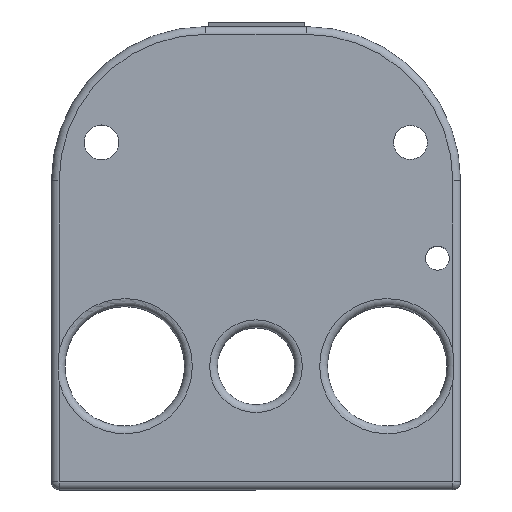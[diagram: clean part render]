
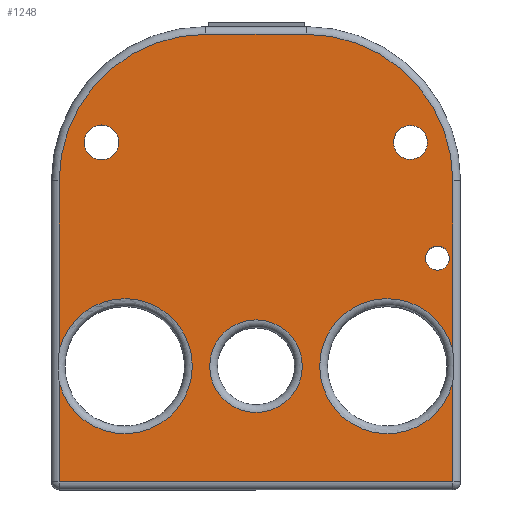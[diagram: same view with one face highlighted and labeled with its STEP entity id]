
A CAD part, top view. The second image highlights one B-rep face of the part: STEP entity #1248.
In plain terms, the highlighted planar face has unit normal (0, 0, 1).
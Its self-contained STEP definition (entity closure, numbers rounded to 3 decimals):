
#77=FACE_BOUND('',#275,.T.);
#78=FACE_BOUND('',#276,.T.);
#79=FACE_BOUND('',#277,.T.);
#80=FACE_BOUND('',#278,.T.);
#88=CIRCLE('',#1325,1.55);
#100=CIRCLE('',#1356,6.);
#102=CIRCLE('',#1359,8.75);
#103=CIRCLE('',#1360,19.);
#104=CIRCLE('',#1361,19.);
#105=CIRCLE('',#1362,8.75);
#106=CIRCLE('',#1363,8.75);
#107=CIRCLE('',#1364,2.25);
#108=CIRCLE('',#1365,2.2);
#196=FACE_OUTER_BOUND('',#274,.T.);
#274=EDGE_LOOP('',(#936,#937,#938,#939,#940,#941,#942,#943,#944,#945,#946));
#275=EDGE_LOOP('',(#947));
#276=EDGE_LOOP('',(#948));
#277=EDGE_LOOP('',(#949));
#278=EDGE_LOOP('',(#950));
#387=LINE('',#2038,#478);
#388=LINE('',#2042,#479);
#389=LINE('',#2046,#480);
#390=LINE('',#2052,#481);
#391=LINE('',#2054,#482);
#392=LINE('',#2055,#483);
#478=VECTOR('',#1614,10.);
#479=VECTOR('',#1617,10.);
#480=VECTOR('',#1620,10.);
#481=VECTOR('',#1625,10.);
#482=VECTOR('',#1626,10.);
#483=VECTOR('',#1627,10.);
#526=VERTEX_POINT('',#1916);
#565=VERTEX_POINT('',#2030);
#566=VERTEX_POINT('',#2034);
#567=VERTEX_POINT('',#2035);
#568=VERTEX_POINT('',#2037);
#569=VERTEX_POINT('',#2039);
#570=VERTEX_POINT('',#2041);
#571=VERTEX_POINT('',#2043);
#572=VERTEX_POINT('',#2045);
#573=VERTEX_POINT('',#2047);
#574=VERTEX_POINT('',#2049);
#575=VERTEX_POINT('',#2051);
#576=VERTEX_POINT('',#2053);
#577=VERTEX_POINT('',#2056);
#578=VERTEX_POINT('',#2058);
#644=EDGE_CURVE('',#526,#526,#88,.T.);
#699=EDGE_CURVE('',#565,#565,#100,.T.);
#701=EDGE_CURVE('',#566,#567,#102,.T.);
#702=EDGE_CURVE('',#568,#566,#387,.T.);
#703=EDGE_CURVE('',#569,#568,#103,.T.);
#704=EDGE_CURVE('',#570,#569,#388,.T.);
#705=EDGE_CURVE('',#571,#570,#104,.T.);
#706=EDGE_CURVE('',#572,#571,#389,.T.);
#707=EDGE_CURVE('',#573,#572,#105,.T.);
#708=EDGE_CURVE('',#574,#573,#106,.T.);
#709=EDGE_CURVE('',#575,#574,#390,.T.);
#710=EDGE_CURVE('',#576,#575,#391,.T.);
#711=EDGE_CURVE('',#567,#576,#392,.T.);
#712=EDGE_CURVE('',#577,#577,#107,.T.);
#713=EDGE_CURVE('',#578,#578,#108,.T.);
#936=ORIENTED_EDGE('',*,*,#701,.F.);
#937=ORIENTED_EDGE('',*,*,#702,.F.);
#938=ORIENTED_EDGE('',*,*,#703,.F.);
#939=ORIENTED_EDGE('',*,*,#704,.F.);
#940=ORIENTED_EDGE('',*,*,#705,.F.);
#941=ORIENTED_EDGE('',*,*,#706,.F.);
#942=ORIENTED_EDGE('',*,*,#707,.F.);
#943=ORIENTED_EDGE('',*,*,#708,.F.);
#944=ORIENTED_EDGE('',*,*,#709,.F.);
#945=ORIENTED_EDGE('',*,*,#710,.F.);
#946=ORIENTED_EDGE('',*,*,#711,.F.);
#947=ORIENTED_EDGE('',*,*,#644,.T.);
#948=ORIENTED_EDGE('',*,*,#712,.T.);
#949=ORIENTED_EDGE('',*,*,#713,.T.);
#950=ORIENTED_EDGE('',*,*,#699,.F.);
#1216=PLANE('',#1358);
#1248=ADVANCED_FACE('',(#196,#77,#78,#79,#80),#1216,.T.);
#1325=AXIS2_PLACEMENT_3D('',#1918,#1501,#1502);
#1356=AXIS2_PLACEMENT_3D('',#2031,#1606,#1607);
#1358=AXIS2_PLACEMENT_3D('',#2033,#1610,#1611);
#1359=AXIS2_PLACEMENT_3D('',#2036,#1612,#1613);
#1360=AXIS2_PLACEMENT_3D('',#2040,#1615,#1616);
#1361=AXIS2_PLACEMENT_3D('',#2044,#1618,#1619);
#1362=AXIS2_PLACEMENT_3D('',#2048,#1621,#1622);
#1363=AXIS2_PLACEMENT_3D('',#2050,#1623,#1624);
#1364=AXIS2_PLACEMENT_3D('',#2057,#1628,#1629);
#1365=AXIS2_PLACEMENT_3D('',#2059,#1630,#1631);
#1501=DIRECTION('center_axis',(0.,0.,-1.));
#1502=DIRECTION('ref_axis',(1.,0.,0.));
#1606=DIRECTION('center_axis',(0.,0.,1.));
#1607=DIRECTION('ref_axis',(0.,-1.,0.));
#1610=DIRECTION('center_axis',(0.,0.,1.));
#1611=DIRECTION('ref_axis',(1.,0.,0.));
#1612=DIRECTION('center_axis',(0.,0.,1.));
#1613=DIRECTION('ref_axis',(0.,-1.,0.));
#1614=DIRECTION('',(0.,-1.,0.));
#1615=DIRECTION('center_axis',(0.,0.,-1.));
#1616=DIRECTION('ref_axis',(0.707,0.707,0.));
#1617=DIRECTION('',(1.,0.,0.));
#1618=DIRECTION('center_axis',(0.,0.,-1.));
#1619=DIRECTION('ref_axis',(-0.707,0.707,0.));
#1620=DIRECTION('',(0.,1.,0.));
#1621=DIRECTION('center_axis',(0.,0.,1.));
#1622=DIRECTION('ref_axis',(0.,-1.,0.));
#1623=DIRECTION('center_axis',(0.,0.,1.));
#1624=DIRECTION('ref_axis',(0.,-1.,0.));
#1625=DIRECTION('',(0.,1.,0.));
#1626=DIRECTION('',(-1.,0.,0.));
#1627=DIRECTION('',(0.,-1.,0.));
#1628=DIRECTION('center_axis',(0.,0.,-1.));
#1629=DIRECTION('ref_axis',(-1.,0.,0.));
#1630=DIRECTION('center_axis',(0.,0.,-1.));
#1631=DIRECTION('ref_axis',(-1.,0.,0.));
#1916=CARTESIAN_POINT('',(48.45,30.,24.));
#1918=CARTESIAN_POINT('Origin',(50.,30.,24.));
#2030=CARTESIAN_POINT('',(32.5,16.,24.));
#2031=CARTESIAN_POINT('Origin',(26.5,16.,24.));
#2033=CARTESIAN_POINT('Origin',(26.5,30.,24.));
#2034=CARTESIAN_POINT('',(52.,18.077,24.));
#2035=CARTESIAN_POINT('',(52.,13.923,24.));
#2036=CARTESIAN_POINT('Origin',(43.5,16.,24.));
#2037=CARTESIAN_POINT('',(52.,40.,24.));
#2038=CARTESIAN_POINT('',(52.,15.,24.));
#2039=CARTESIAN_POINT('',(33.,59.,24.));
#2040=CARTESIAN_POINT('Origin',(33.,40.,24.));
#2041=CARTESIAN_POINT('',(20.,59.,24.));
#2042=CARTESIAN_POINT('',(39.75,59.,24.));
#2043=CARTESIAN_POINT('',(1.,40.,24.));
#2044=CARTESIAN_POINT('Origin',(20.,40.,24.));
#2045=CARTESIAN_POINT('',(1.,18.077,24.));
#2046=CARTESIAN_POINT('',(1.,45.,24.));
#2047=CARTESIAN_POINT('',(18.25,16.,24.));
#2048=CARTESIAN_POINT('Origin',(9.5,16.,24.));
#2049=CARTESIAN_POINT('',(1.,13.923,24.));
#2050=CARTESIAN_POINT('Origin',(9.5,16.,24.));
#2051=CARTESIAN_POINT('',(1.,1.,24.));
#2052=CARTESIAN_POINT('',(1.,45.,24.));
#2053=CARTESIAN_POINT('',(52.,1.,24.));
#2054=CARTESIAN_POINT('',(13.25,1.,24.));
#2055=CARTESIAN_POINT('',(52.,15.,24.));
#2056=CARTESIAN_POINT('',(8.75,45.,24.));
#2057=CARTESIAN_POINT('Origin',(6.5,45.,24.));
#2058=CARTESIAN_POINT('',(48.7,45.,24.));
#2059=CARTESIAN_POINT('Origin',(46.5,45.,24.));
